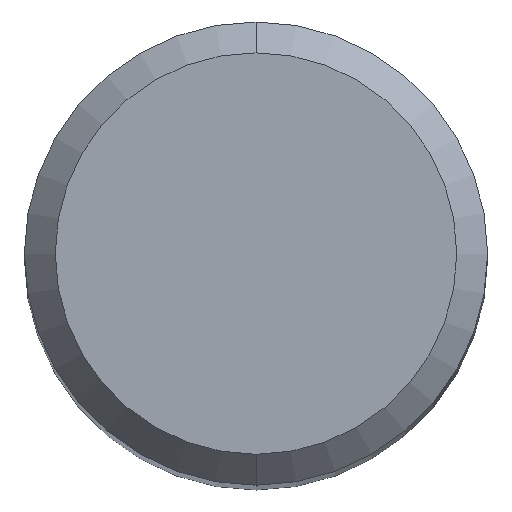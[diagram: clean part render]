
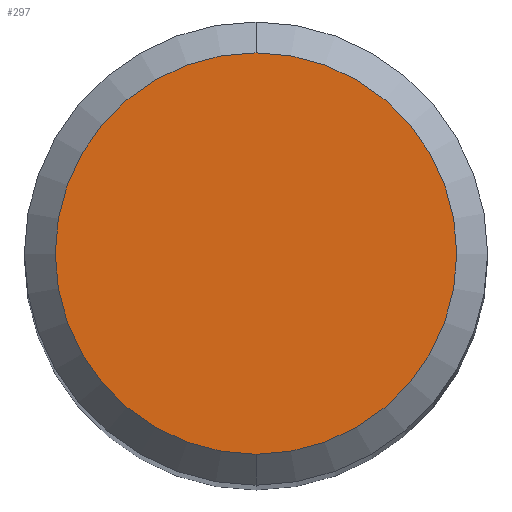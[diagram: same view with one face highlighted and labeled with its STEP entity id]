
A CAD part, top view. The second image highlights one B-rep face of the part: STEP entity #297.
In plain terms, the highlighted planar face has unit normal (0, 0, 1).
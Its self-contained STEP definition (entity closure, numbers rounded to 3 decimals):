
#235=EDGE_CURVE('',#439,#261,#532,.T.);
#261=VERTEX_POINT('',#560);
#297=ADVANCED_FACE('',(#599),#600,.T.);
#369=EDGE_CURVE('',#261,#439,#679,.T.);
#439=VERTEX_POINT('',#758);
#532=CIRCLE('',#886,2.6);
#560=CARTESIAN_POINT('',(0.0,2.6,0.0));
#599=FACE_OUTER_BOUND('',#1005,.T.);
#600=PLANE('',#1006);
#679=CIRCLE('',#1157,2.6);
#758=CARTESIAN_POINT('',(0.,-2.6,0.0));
#886=AXIS2_PLACEMENT_3D('',#1461,#1462,#1463);
#1005=EDGE_LOOP('',(#1537,#1538));
#1006=AXIS2_PLACEMENT_3D('',#1539,#1540,#1541);
#1157=AXIS2_PLACEMENT_3D('',#1620,#1621,#1622);
#1461=CARTESIAN_POINT('',(0.0,0.0,0.0));
#1462=DIRECTION('',(0.0,0.0,-1.0));
#1463=DIRECTION('',(0.0,1.0,0.0));
#1537=ORIENTED_EDGE('',*,*,#369,.F.);
#1538=ORIENTED_EDGE('',*,*,#235,.F.);
#1539=CARTESIAN_POINT('',(0.0,1.3,0.0));
#1540=DIRECTION('',(-0.0,0.0,1.0));
#1541=DIRECTION('',(0.0,-1.0,0.0));
#1620=CARTESIAN_POINT('',(0.0,0.0,0.0));
#1621=DIRECTION('',(0.0,0.0,-1.0));
#1622=DIRECTION('',(0.0,1.0,0.0));
